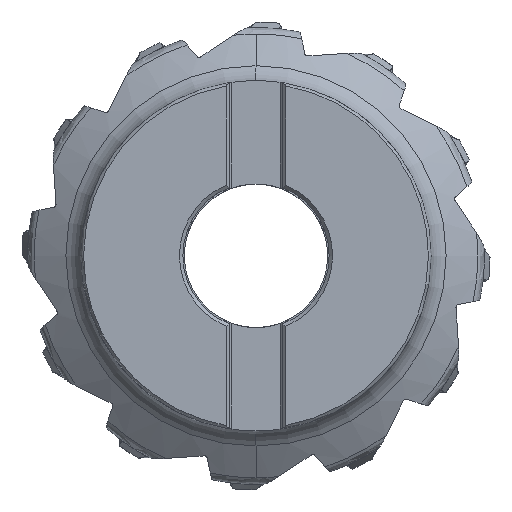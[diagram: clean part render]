
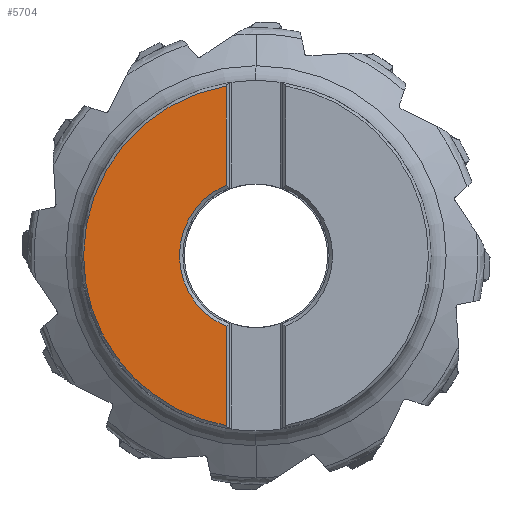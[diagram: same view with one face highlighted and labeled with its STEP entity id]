
A CAD part, top view. The second image highlights one B-rep face of the part: STEP entity #5704.
In plain terms, the highlighted planar face has unit normal (0, 0, 1).
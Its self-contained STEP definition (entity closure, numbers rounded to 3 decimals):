
#574=PLANE('',#31675);
#2583=LINE('',#58796,#3932);
#2584=LINE('',#58800,#3933);
#3932=VECTOR('',#38362,1.);
#3933=VECTOR('',#38365,1.);
#5704=ADVANCED_FACE('',(#7429),#574,.F.);
#7429=FACE_OUTER_BOUND('',#9071,.T.);
#9071=EDGE_LOOP('',(#17527,#17528,#17529,#17530,#17531));
#10431=CIRCLE('',#31671,61.029);
#10432=CIRCLE('',#31672,61.029);
#10433=CIRCLE('',#31674,27.1);
#17527=ORIENTED_EDGE('',*,*,#26449,.F.);
#17528=ORIENTED_EDGE('',*,*,#26450,.F.);
#17529=ORIENTED_EDGE('',*,*,#26451,.F.);
#17530=ORIENTED_EDGE('',*,*,#26448,.F.);
#17531=ORIENTED_EDGE('',*,*,#26447,.F.);
#22373=VERTEX_POINT('',#58763);
#22376=VERTEX_POINT('',#58791);
#22377=VERTEX_POINT('',#58793);
#22378=VERTEX_POINT('',#58797);
#22379=VERTEX_POINT('',#58799);
#26447=EDGE_CURVE('',#22376,#22377,#10431,.T.);
#26448=EDGE_CURVE('',#22377,#22373,#10432,.T.);
#26449=EDGE_CURVE('',#22378,#22376,#2583,.T.);
#26450=EDGE_CURVE('',#22379,#22378,#10433,.T.);
#26451=EDGE_CURVE('',#22373,#22379,#2584,.T.);
#31671=AXIS2_PLACEMENT_3D('',#58792,#38356,#38357);
#31672=AXIS2_PLACEMENT_3D('',#58794,#38358,#38359);
#31674=AXIS2_PLACEMENT_3D('',#58798,#38363,#38364);
#31675=AXIS2_PLACEMENT_3D('',#58801,#38366,#38367);
#38356=DIRECTION('',(0.,0.,-1.));
#38357=DIRECTION('',(-0.172,-0.985,0.));
#38358=DIRECTION('',(0.,0.,-1.));
#38359=DIRECTION('',(-1.,0.003,0.));
#38362=DIRECTION('',(0.,-1.,0.));
#38363=DIRECTION('',(0.,0.,1.));
#38364=DIRECTION('',(-0.388,0.922,0.));
#38365=DIRECTION('',(0.,-1.,0.));
#38366=DIRECTION('',(0.,0.,-1.));
#38367=DIRECTION('',(1.,0.,0.));
#58763=CARTESIAN_POINT('',(-10.525,60.114,0.));
#58791=CARTESIAN_POINT('',(-10.525,-60.114,0.));
#58792=CARTESIAN_POINT('',(0.,0.,0.));
#58793=CARTESIAN_POINT('',(-61.028,0.155,0.));
#58794=CARTESIAN_POINT('',(0.,0.,0.));
#58796=CARTESIAN_POINT('',(-10.525,-24.973,0.));
#58797=CARTESIAN_POINT('',(-10.525,-24.973,0.));
#58798=CARTESIAN_POINT('',(0.,0.,0.));
#58799=CARTESIAN_POINT('',(-10.525,24.973,0.));
#58800=CARTESIAN_POINT('',(-10.525,60.114,0.));
#58801=CARTESIAN_POINT('',(66.975,99.404,0.));
